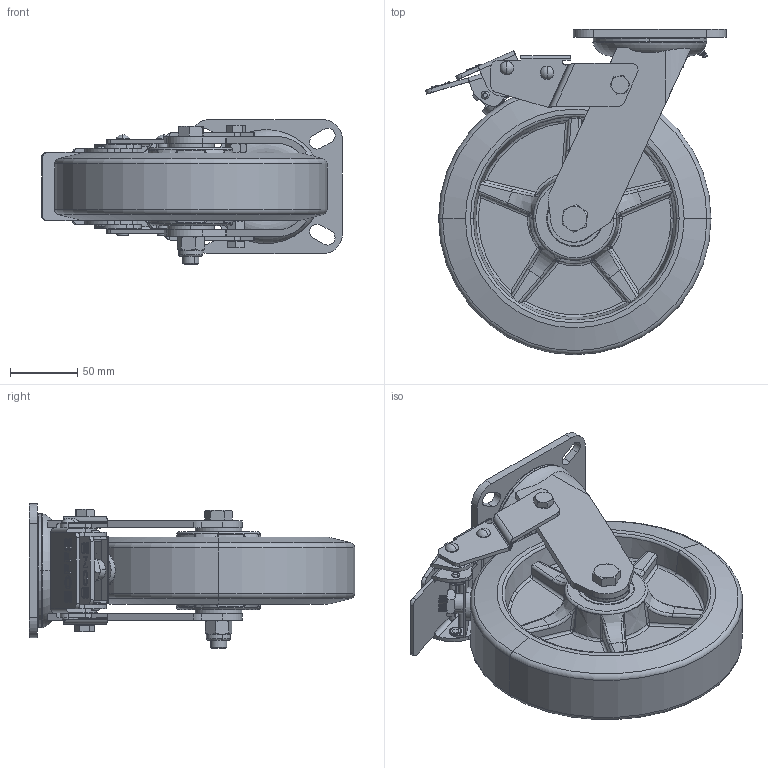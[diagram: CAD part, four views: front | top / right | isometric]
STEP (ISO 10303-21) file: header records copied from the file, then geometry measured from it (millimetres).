
FILE_DESCRIPTION (( 'STEP AP203' ), '1' );
FILE_NAME ('S8832SLB.STEP', '2020-02-24T07:27:24', ( '' ), ( '' ), 'SwSTEP 2.0', 'SolidWorks 2013', '' );
FILE_SCHEMA (( 'CONFIG_CONTROL_DESIGN' ));
Length unit declared in the file: millimetre
Products named in the file (1): S8832SLB
Bounding box: 224.19 x 242.5 x 108 mm (x, y, z)
Volume: 1305992.3 mm3; surface area: 306122.3 mm2
Topology: 64 solids, 64 shells, 1996 faces, 4765 edges, 2867 vertices
Faces by surface type: plane 882, cylinder 496, torus 225, cone 171, bspline 118, sphere 104
Entity records: 63375 total; most frequent: CARTESIAN_POINT 19148, DIRECTION 9232, ORIENTED_EDGE 9162, EDGE_CURVE 4581, AXIS2_PLACEMENT_3D 3530, VERTEX_POINT 2759, VECTOR 2172, LINE 2172
